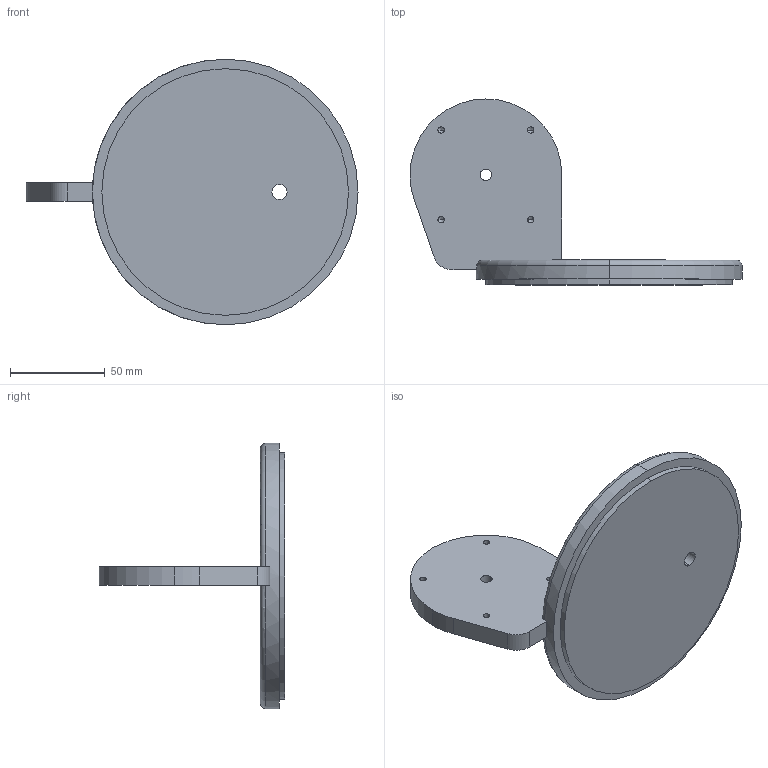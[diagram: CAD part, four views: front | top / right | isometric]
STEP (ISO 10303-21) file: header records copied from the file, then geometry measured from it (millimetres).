
FILE_DESCRIPTION (( 'STEP AP203' ), '1' );
FILE_NAME ('RBT_LINK1_Default_sldprt.STEP', '2025-02-10T15:52:42', ( '' ), ( '' ), 'SwSTEP 2.0', 'SolidWorks 2024', '' );
FILE_SCHEMA (( 'CONFIG_CONTROL_DESIGN' ));
Length unit declared in the file: millimetre
Products named in the file (1): RBT_LINK1_Default_sldprt
Bounding box: 175 x 98 x 140 mm (x, y, z)
Volume: 251000.2 mm3; surface area: 50651.4 mm2
Topology: 1 solids, 1 shells, 54 faces, 135 edges, 76 vertices
Faces by surface type: cylinder 27, cone 16, plane 8, torus 3
Entity records: 1615 total; most frequent: DIRECTION 288, CARTESIAN_POINT 280, ORIENTED_EDGE 238, EDGE_CURVE 119, AXIS2_PLACEMENT_3D 116, VERTEX_POINT 76, EDGE_LOOP 67, CIRCLE 61
